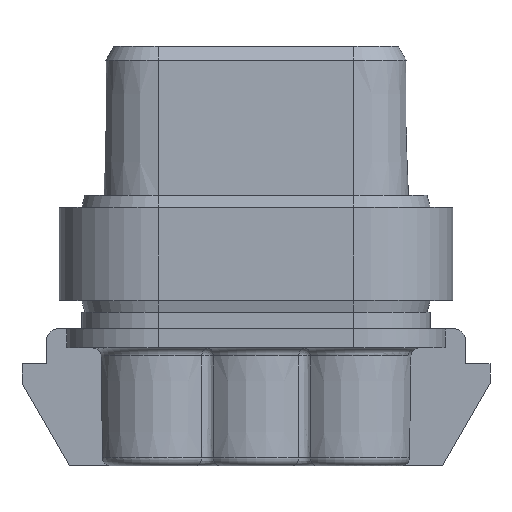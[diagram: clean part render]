
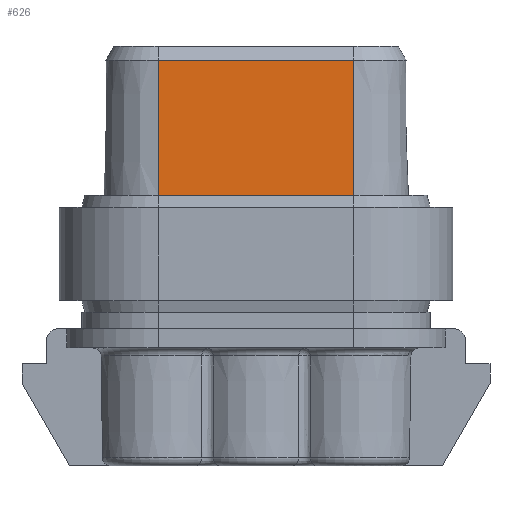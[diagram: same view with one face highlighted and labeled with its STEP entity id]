
A CAD part, front view. The second image highlights one B-rep face of the part: STEP entity #626.
In plain terms, the highlighted planar face has unit normal (0, -1, 0.018).
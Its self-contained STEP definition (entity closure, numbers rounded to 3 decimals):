
#153=PLANE('',#2308);
#280=LINE('',#3838,#458);
#314=LINE('',#3927,#492);
#330=LINE('',#3967,#508);
#331=LINE('',#3969,#509);
#458=VECTOR('',#2741,1.);
#492=VECTOR('',#2837,1.);
#508=VECTOR('',#2873,1.);
#509=VECTOR('',#2876,1.);
#626=ADVANCED_FACE('',(#758),#153,.F.);
#758=FACE_OUTER_BOUND('',#878,.T.);
#878=EDGE_LOOP('',(#1546,#1547,#1548,#1549));
#1546=ORIENTED_EDGE('',*,*,#2068,.F.);
#1547=ORIENTED_EDGE('',*,*,#2003,.T.);
#1548=ORIENTED_EDGE('',*,*,#2067,.F.);
#1549=ORIENTED_EDGE('',*,*,#2047,.F.);
#1728=VERTEX_POINT('',#3839);
#1729=VERTEX_POINT('',#3840);
#1752=VERTEX_POINT('',#3928);
#1753=VERTEX_POINT('',#3929);
#2003=EDGE_CURVE('',#1728,#1729,#280,.T.);
#2047=EDGE_CURVE('',#1752,#1753,#314,.T.);
#2067=EDGE_CURVE('',#1753,#1729,#330,.T.);
#2068=EDGE_CURVE('',#1728,#1752,#331,.T.);
#2308=AXIS2_PLACEMENT_3D('',#3972,#2880,#2881);
#2741=DIRECTION('',(1.,0.,0.));
#2837=DIRECTION('',(1.,0.,0.));
#2873=DIRECTION('',(0.,-0.017,-1.));
#2876=DIRECTION('',(0.,0.017,1.));
#2880=DIRECTION('',(0.,1.,-0.017));
#2881=DIRECTION('',(0.,-0.017,-1.));
#3838=CARTESIAN_POINT('',(0.,-3.396,-3.75));
#3839=CARTESIAN_POINT('',(-6.05,-3.396,-3.75));
#3840=CARTESIAN_POINT('',(6.05,-3.396,-3.75));
#3927=CARTESIAN_POINT('',(-6.05,-3.25,4.634));
#3928=CARTESIAN_POINT('',(-6.05,-3.25,4.634));
#3929=CARTESIAN_POINT('',(6.05,-3.25,4.634));
#3967=CARTESIAN_POINT('',(6.05,-3.25,4.634));
#3969=CARTESIAN_POINT('',(-6.05,-3.25,4.634));
#3972=CARTESIAN_POINT('',(0.,-3.25,4.634));
